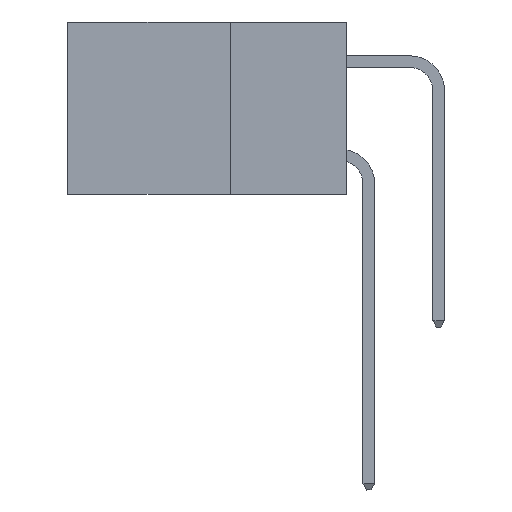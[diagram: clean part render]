
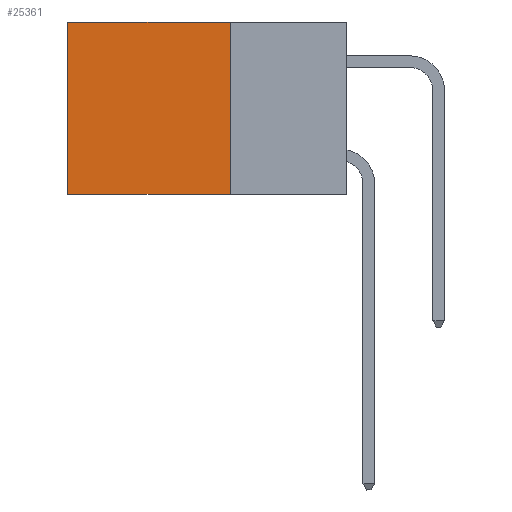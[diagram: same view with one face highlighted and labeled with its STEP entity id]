
A CAD part, left-side view. The second image highlights one B-rep face of the part: STEP entity #25361.
In plain terms, the highlighted planar face has unit normal (-1, 0, 0).
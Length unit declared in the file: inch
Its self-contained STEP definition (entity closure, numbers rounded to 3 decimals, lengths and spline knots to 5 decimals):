
#65 = CARTESIAN_POINT ( 'NONE',  ( 0.2875, 0.25, -0.37 ) ) ;
#153 = LINE ( 'NONE', #65, #21883 ) ;
#457 = CARTESIAN_POINT ( 'NONE',  ( 0.2875, 0.25, -0.37 ) ) ;
#519 = DIRECTION ( 'NONE',  ( 0., 0., -1. ) ) ;
#1299 = VERTEX_POINT ( 'NONE', #15266 ) ;
#1609 = CARTESIAN_POINT ( 'NONE',  ( 0.2875, 0.6, 0. ) ) ;
#3846 = CARTESIAN_POINT ( 'NONE',  ( 0.2875, 0.25, 0. ) ) ;
#4786 = ORIENTED_EDGE ( 'NONE', *, *, #20519, .F. ) ;
#8589 = LINE ( 'NONE', #17324, #11998 ) ;
#8895 = VERTEX_POINT ( 'NONE', #1609 ) ;
#10319 = LINE ( 'NONE', #11851, #18168 ) ;
#10479 = DIRECTION ( 'NONE',  ( 0., 1., 0. ) ) ;
#11851 = CARTESIAN_POINT ( 'NONE',  ( 0.2875, 0.6, 0. ) ) ;
#11998 = VECTOR ( 'NONE', #13013, 39.37008 ) ;
#13013 = DIRECTION ( 'NONE',  ( 0., 0., -1. ) ) ;
#13234 = EDGE_CURVE ( 'NONE', #24599, #1299, #153, .T. ) ;
#13513 = DIRECTION ( 'NONE',  ( 1., 0., 0. ) ) ;
#14814 = VERTEX_POINT ( 'NONE', #24841 ) ;
#15266 = CARTESIAN_POINT ( 'NONE',  ( 0.2875, 0.6, -0.37 ) ) ;
#15394 = EDGE_LOOP ( 'NONE', ( #27065, #17366, #4786, #21678 ) ) ;
#17324 = CARTESIAN_POINT ( 'NONE',  ( 0.2875, 0.25, 0. ) ) ;
#17366 = ORIENTED_EDGE ( 'NONE', *, *, #13234, .F. ) ;
#17888 = CARTESIAN_POINT ( 'NONE',  ( 0.2875, 0.25, 0. ) ) ;
#18168 = VECTOR ( 'NONE', #20431, 39.37008 ) ;
#20431 = DIRECTION ( 'NONE',  ( 0., 0., -1. ) ) ;
#20519 = EDGE_CURVE ( 'NONE', #14814, #24599, #8589, .T. ) ;
#21678 = ORIENTED_EDGE ( 'NONE', *, *, #22704, .T. ) ;
#21883 = VECTOR ( 'NONE', #26064, 39.37008 ) ;
#22704 = EDGE_CURVE ( 'NONE', #14814, #8895, #23809, .T. ) ;
#23809 = LINE ( 'NONE', #3846, #25838 ) ;
#24599 = VERTEX_POINT ( 'NONE', #457 ) ;
#24841 = CARTESIAN_POINT ( 'NONE',  ( 0.2875, 0.25, 0. ) ) ;
#25361 = ADVANCED_FACE ( 'NONE', ( #25685 ), #27180, .F. ) ;
#25685 = FACE_OUTER_BOUND ( 'NONE', #15394, .T. ) ;
#25838 = VECTOR ( 'NONE', #10479, 39.37008 ) ;
#26031 = EDGE_CURVE ( 'NONE', #8895, #1299, #10319, .T. ) ;
#26064 = DIRECTION ( 'NONE',  ( 0., 1., 0. ) ) ;
#26444 = AXIS2_PLACEMENT_3D ( 'NONE', #17888, #13513, #519 ) ;
#27065 = ORIENTED_EDGE ( 'NONE', *, *, #26031, .T. ) ;
#27180 = PLANE ( 'NONE',  #26444 ) ;
